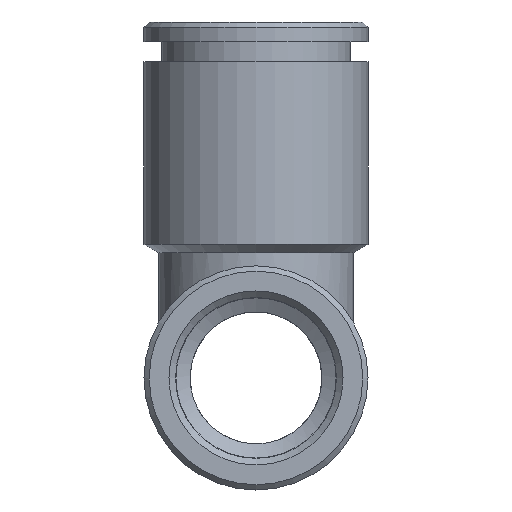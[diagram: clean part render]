
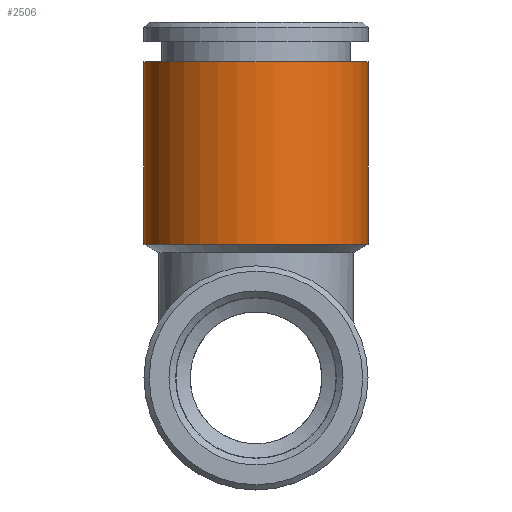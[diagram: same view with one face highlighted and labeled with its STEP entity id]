
A CAD part, left-side view. The second image highlights one B-rep face of the part: STEP entity #2506.
In plain terms, the highlighted cylindrical face has radius 8.5 mm (diameter 17 mm), a full revolution.
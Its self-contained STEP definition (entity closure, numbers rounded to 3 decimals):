
#943=ORIENTED_EDGE('',*,*,#1192,.T.);
#944=ORIENTED_EDGE('',*,*,#1193,.F.);
#1045=CIRCLE('',#2366,8.5);
#1046=CIRCLE('',#2368,8.5);
#1117=VERTEX_POINT('',#2181);
#1118=VERTEX_POINT('',#2184);
#1192=EDGE_CURVE('',#1117,#1117,#1045,.T.);
#1193=EDGE_CURVE('',#1118,#1118,#1046,.T.);
#1290=EDGE_LOOP('',(#943));
#1291=EDGE_LOOP('',(#944));
#1425=FACE_BOUND('',#1290,.T.);
#1426=FACE_BOUND('',#1291,.T.);
#1635=DIRECTION('',(0.,-1.,0.));
#1636=DIRECTION('',(-8.5,0.,0.));
#1637=DIRECTION('',(0.,-1.,0.));
#1638=DIRECTION('',(-1.,0.,0.));
#1639=DIRECTION('',(0.,-1.,0.));
#1640=DIRECTION('',(-8.5,0.,0.));
#2181=CARTESIAN_POINT('',(111.885,122.631,0.));
#2182=CARTESIAN_POINT('',(120.385,122.631,0.));
#2183=CARTESIAN_POINT('',(120.385,122.631,0.));
#2184=CARTESIAN_POINT('',(111.885,108.766,0.));
#2185=CARTESIAN_POINT('',(120.385,108.766,0.));
#2366=AXIS2_PLACEMENT_3D('',#2182,#1635,#1636);
#2367=AXIS2_PLACEMENT_3D('',#2183,#1637,#1638);
#2368=AXIS2_PLACEMENT_3D('',#2185,#1639,#1640);
#2460=CYLINDRICAL_SURFACE('',#2367,8.5);
#2506=ADVANCED_FACE('',(#1425,#1426),#2460,.T.);
